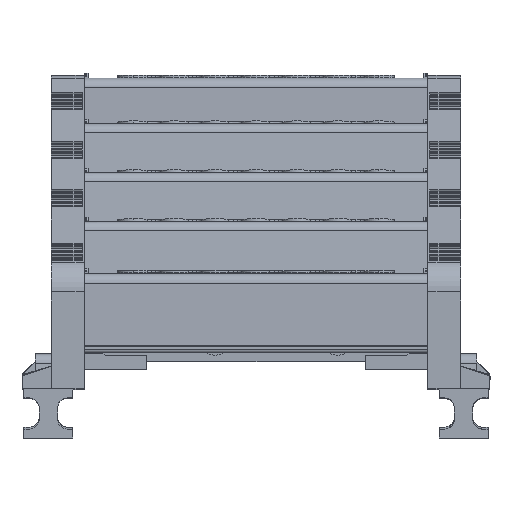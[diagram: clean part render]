
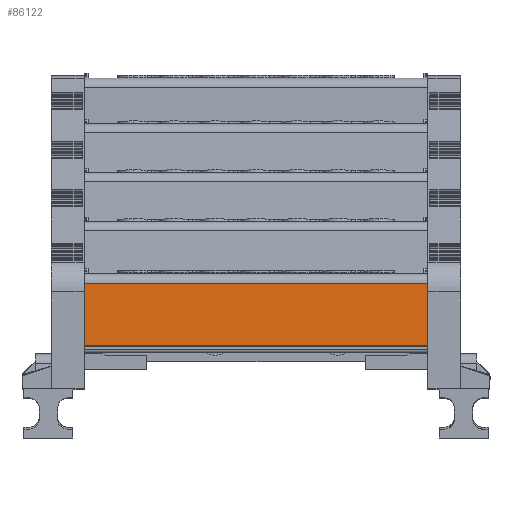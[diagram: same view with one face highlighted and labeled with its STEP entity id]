
A CAD part, top view. The second image highlights one B-rep face of the part: STEP entity #86122.
In plain terms, the highlighted planar face has unit normal (0, 0.018, 1).
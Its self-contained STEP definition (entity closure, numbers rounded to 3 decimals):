
#11391 = CARTESIAN_POINT ( 'NONE',  ( -60.803, 121.872, -275.438 ) ) ;
#11465 = LINE ( 'NONE', #11391, #38782 ) ;
#11538 = DIRECTION ( 'NONE',  ( 0., -1., 0.017 ) ) ;
#38782 = VECTOR ( 'NONE', #11538, 1000. ) ;
#43970 = B_SPLINE_CURVE_WITH_KNOTS ( 'NONE', 3,
 ( #144661, #144666, #144680, #144695 ),
 .UNSPECIFIED., .F., .F.,
 ( 4, 4 ),
 ( 0., 1. ),
 .UNSPECIFIED. ) ;
#65552 = DIRECTION ( 'NONE',  ( -1., 0., 0. ) ) ;
#67944 = LINE ( 'NONE', #67989, #72402 ) ;
#67989 = CARTESIAN_POINT ( 'NONE',  ( 43.669, 121.872, -275.438 ) ) ;
#70692 = VERTEX_POINT ( 'NONE', #119453 ) ;
#70736 = VERTEX_POINT ( 'NONE', #119431 ) ;
#72402 = VECTOR ( 'NONE', #65552, 1000. ) ;
#72572 = VECTOR ( 'NONE', #74480, 1000. ) ;
#74436 = CARTESIAN_POINT ( 'NONE',  ( 43.669, 101.983, -275.09 ) ) ;
#74480 = DIRECTION ( 'NONE',  ( 1., 0., 0. ) ) ;
#74525 = LINE ( 'NONE', #74436, #72572 ) ;
#77031 = PLANE ( 'NONE',  #141629 ) ;
#77065 = DIRECTION ( 'NONE',  ( 0., 0.017, 1. ) ) ;
#77090 = CARTESIAN_POINT ( 'NONE',  ( 43.669, 113.509, -275.292 ) ) ;
#77092 = DIRECTION ( 'NONE',  ( 0., -1., 0.017 ) ) ;
#77150 = FACE_OUTER_BOUND ( 'NONE', #115329, .T. ) ;
#78361 = EDGE_CURVE ( 'NONE', #108288, #108430, #43970, .T. ) ;
#86122 = ADVANCED_FACE ( 'NONE', ( #77150 ), #77031, .T. ) ;
#97043 = CARTESIAN_POINT ( 'NONE',  ( 44.197, 101.983, -275.09 ) ) ;
#97134 = CARTESIAN_POINT ( 'NONE',  ( 44.197, 121.872, -275.438 ) ) ;
#97627 = EDGE_CURVE ( 'NONE', #108430, #70736, #67944, .T. ) ;
#97748 = EDGE_CURVE ( 'NONE', #70692, #108288, #74525, .T. ) ;
#108288 = VERTEX_POINT ( 'NONE', #97043 ) ;
#108430 = VERTEX_POINT ( 'NONE', #97134 ) ;
#115329 = EDGE_LOOP ( 'NONE', ( #118635, #118681, #118687, #118673 ) ) ;
#118635 = ORIENTED_EDGE ( 'NONE', *, *, #78361, .T. ) ;
#118673 = ORIENTED_EDGE ( 'NONE', *, *, #97748, .T. ) ;
#118681 = ORIENTED_EDGE ( 'NONE', *, *, #97627, .T. ) ;
#118687 = ORIENTED_EDGE ( 'NONE', *, *, #129167, .T. ) ;
#119431 = CARTESIAN_POINT ( 'NONE',  ( -60.803, 121.872, -275.438 ) ) ;
#119453 = CARTESIAN_POINT ( 'NONE',  ( -60.803, 101.983, -275.09 ) ) ;
#129167 = EDGE_CURVE ( 'NONE', #70736, #70692, #11465, .T. ) ;
#141629 = AXIS2_PLACEMENT_3D ( 'NONE', #77090, #77065, #77092 ) ;
#144661 = CARTESIAN_POINT ( 'NONE',  ( 44.197, 101.983, -275.09 ) ) ;
#144666 = CARTESIAN_POINT ( 'NONE',  ( 44.197, 108.613, -275.206 ) ) ;
#144680 = CARTESIAN_POINT ( 'NONE',  ( 44.197, 115.242, -275.322 ) ) ;
#144695 = CARTESIAN_POINT ( 'NONE',  ( 44.197, 121.872, -275.438 ) ) ;
